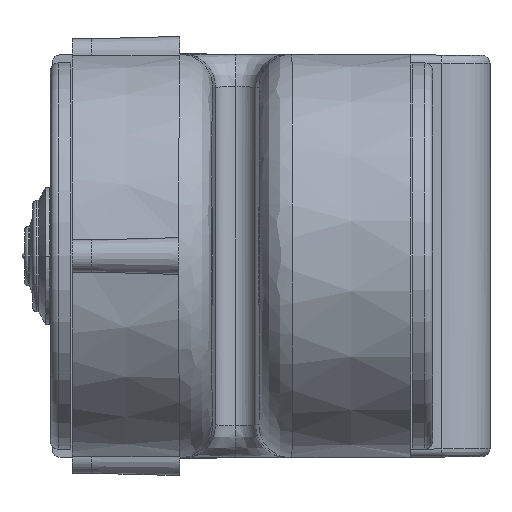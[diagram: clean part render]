
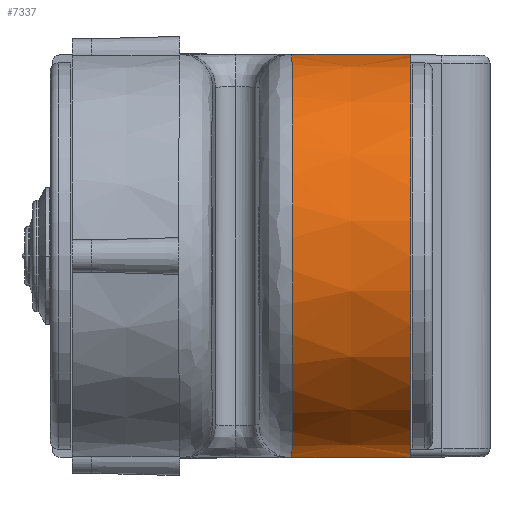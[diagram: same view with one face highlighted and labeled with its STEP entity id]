
A CAD part, left-side view. The second image highlights one B-rep face of the part: STEP entity #7337.
In plain terms, the highlighted conical face has half-angle 0.25 degrees and reference radius 12.497 mm.
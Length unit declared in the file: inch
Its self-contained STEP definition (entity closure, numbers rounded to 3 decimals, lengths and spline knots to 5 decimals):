
#100 = CARTESIAN_POINT ( 'NONE',  ( -3.59225, 0.48317, 0.21825 ) ) ;
#209 = CARTESIAN_POINT ( 'NONE',  ( -3.52118, 0.48343, 0.32601 ) ) ;
#379 = CARTESIAN_POINT ( 'NONE',  ( -3.23062, 0.48449, -0.48684 ) ) ;
#489 = CARTESIAN_POINT ( 'NONE',  ( -3.1659, 0.48473, -0.49327 ) ) ;
#881 = CARTESIAN_POINT ( 'NONE',  ( -3.63969, 0.483, -0.06456 ) ) ;
#930 = CARTESIAN_POINT ( 'NONE',  ( -3.14961, 0.48479, 0.49327 ) ) ;
#984 = CARTESIAN_POINT ( 'NONE',  ( -3.59929, 0.48315, -0.20335 ) ) ;
#1037 = CARTESIAN_POINT ( 'NONE',  ( -3.5687, 0.48326, 0.26065 ) ) ;
#1127 = CONICAL_SURFACE ( 'NONE', #3634, 0.492, 0.004 ) ;
#1149 = VERTEX_POINT ( 'NONE', #4260 ) ;
#1473 = CARTESIAN_POINT ( 'NONE',  ( -3.14961, 0.19386, 0.492 ) ) ;
#1764 = CARTESIAN_POINT ( 'NONE',  ( -3.54161, 0.48336, 0.30117 ) ) ;
#1786 = DIRECTION ( 'NONE',  ( 0., -1., 0.004 ) ) ;
#1815 = CARTESIAN_POINT ( 'NONE',  ( -3.26154, 0.48438, 0.48067 ) ) ;
#1872 = CARTESIAN_POINT ( 'NONE',  ( -3.41067, 0.48383, -0.41883 ) ) ;
#2113 = VERTEX_POINT ( 'NONE', #6922 ) ;
#2370 = EDGE_CURVE ( 'NONE', #1149, #2113, #7706, .T. ) ;
#2647 = CARTESIAN_POINT ( 'NONE',  ( -3.63023, 0.48303, 0.11213 ) ) ;
#2704 = CARTESIAN_POINT ( 'NONE',  ( -3.62713, 0.48304, -0.12774 ) ) ;
#2761 = CARTESIAN_POINT ( 'NONE',  ( -3.39686, 0.48389, -0.42713 ) ) ;
#3075 = ORIENTED_EDGE ( 'NONE', *, *, #3526, .T. ) ;
#3153 = VECTOR ( 'NONE', #4081, 39.37008 ) ;
#3401 = ORIENTED_EDGE ( 'NONE', *, *, #2370, .T. ) ;
#3420 = CARTESIAN_POINT ( 'NONE',  ( -3.43695, 0.48374, 0.40126 ) ) ;
#3505 = CIRCLE ( 'NONE', #8999, 0.492 ) ;
#3526 = EDGE_CURVE ( 'NONE', #6635, #1149, #4617, .T. ) ;
#3534 = CARTESIAN_POINT ( 'NONE',  ( -3.32358, 0.48415, 0.46185 ) ) ;
#3589 = CARTESIAN_POINT ( 'NONE',  ( -3.63971, 0.483, 0.06448 ) ) ;
#3634 = AXIS2_PLACEMENT_3D ( 'NONE', #5160, #8435, #4335 ) ;
#4061 = CARTESIAN_POINT ( 'NONE',  ( -3.14961, 0.19386, 0.492 ) ) ;
#4081 = DIRECTION ( 'NONE',  ( 0., -1., -0.004 ) ) ;
#4174 = CARTESIAN_POINT ( 'NONE',  ( -3.14961, 0.19386, -0.492 ) ) ;
#4260 = CARTESIAN_POINT ( 'NONE',  ( -3.14961, 0.48479, -0.49327 ) ) ;
#4318 = CARTESIAN_POINT ( 'NONE',  ( -3.47514, 0.4836, 0.37095 ) ) ;
#4335 = DIRECTION ( 'NONE',  ( 0., 0., 1. ) ) ;
#4373 = CARTESIAN_POINT ( 'NONE',  ( -3.59231, 0.48317, -0.21814 ) ) ;
#4427 = CARTESIAN_POINT ( 'NONE',  ( -3.60599, 0.48312, 0.18919 ) ) ;
#4475 = ORIENTED_EDGE ( 'NONE', *, *, #9017, .F. ) ;
#4482 = CARTESIAN_POINT ( 'NONE',  ( -3.30878, 0.48421, -0.468 ) ) ;
#4617 = B_SPLINE_CURVE_WITH_KNOTS ( 'NONE', 3,
 ( #930, #6861, #9307, #1815, #5089, #7794, #3534, #5308, #10233, #3420, #8629, #4318, #8686, #209, #1764, #1037, #7684, #100, #4427, #5195, #8473, #2647, #3589, #6025, #8576, #881, #2704, #10290, #984, #4373, #6808, #6964, #6912, #10341, #6081, #9468, #1872, #2761, #6136, #9522, #4482, #7855, #379, #4756, #8025, #489, #6244 ),
 .UNSPECIFIED., .F., .F.,
 ( 4, 2, 2, 2, 2, 2, 2, 2, 2, 1, 2, 2, 2, 2, 2, 2, 2, 2, 2, 2, 2, 2, 2, 4 ),
 ( 0., 0.00245, 0.00367, 0.0049, 0.00735, 0.00857, 0.0098, 0.01224, 0.01347, 0.01469, 0.01592, 0.01714, 0.01959, 0.02204, 0.02449, 0.02571, 0.02694, 0.02939, 0.03184, 0.03306, 0.03428, 0.03673, 0.03796, 0.03918 ),
 .UNSPECIFIED. ) ;
#4756 = CARTESIAN_POINT ( 'NONE',  ( -3.21453, 0.48455, -0.48925 ) ) ;
#4759 = VERTEX_POINT ( 'NONE', #4061 ) ;
#5089 = CARTESIAN_POINT ( 'NONE',  ( -3.27718, 0.48432, 0.47676 ) ) ;
#5160 = CARTESIAN_POINT ( 'NONE',  ( -3.14961, 0.19386, 0. ) ) ;
#5195 = CARTESIAN_POINT ( 'NONE',  ( -3.61685, 0.48308, 0.1589 ) ) ;
#5308 = CARTESIAN_POINT ( 'NONE',  ( -3.36834, 0.48399, 0.4433 ) ) ;
#5451 = DIRECTION ( 'NONE',  ( 0., 0., 1. ) ) ;
#6025 = CARTESIAN_POINT ( 'NONE',  ( -3.64285, 0.48299, 0.0325 ) ) ;
#6081 = CARTESIAN_POINT ( 'NONE',  ( -3.47561, 0.4836, -0.3716 ) ) ;
#6136 = CARTESIAN_POINT ( 'NONE',  ( -3.3683, 0.48399, -0.44244 ) ) ;
#6244 = CARTESIAN_POINT ( 'NONE',  ( -3.14961, 0.48479, -0.49327 ) ) ;
#6463 = EDGE_LOOP ( 'NONE', ( #4475, #3075, #3401, #8621 ) ) ;
#6635 = VERTEX_POINT ( 'NONE', #10292 ) ;
#6808 = CARTESIAN_POINT ( 'NONE',  ( -3.57707, 0.48323, -0.24667 ) ) ;
#6861 = CARTESIAN_POINT ( 'NONE',  ( -3.18219, 0.48467, 0.49327 ) ) ;
#6912 = CARTESIAN_POINT ( 'NONE',  ( -3.54205, 0.48335, -0.30056 ) ) ;
#6922 = CARTESIAN_POINT ( 'NONE',  ( -3.14961, 0.19386, -0.492 ) ) ;
#6964 = CARTESIAN_POINT ( 'NONE',  ( -3.5688, 0.48326, -0.26048 ) ) ;
#7108 = DIRECTION ( 'NONE',  ( 0., -1., 0. ) ) ;
#7185 = LINE ( 'NONE', #1473, #3153 ) ;
#7337 = ADVANCED_FACE ( 'NONE', ( #9425 ), #1127, .T. ) ;
#7684 = CARTESIAN_POINT ( 'NONE',  ( -3.57706, 0.48323, 0.24668 ) ) ;
#7706 = LINE ( 'NONE', #4174, #10531 ) ;
#7794 = CARTESIAN_POINT ( 'NONE',  ( -3.30819, 0.48421, 0.46736 ) ) ;
#7855 = CARTESIAN_POINT ( 'NONE',  ( -3.27805, 0.48432, -0.47734 ) ) ;
#8025 = CARTESIAN_POINT ( 'NONE',  ( -3.18214, 0.48467, -0.49247 ) ) ;
#8112 = CARTESIAN_POINT ( 'NONE',  ( -3.14961, 0.19386, 0. ) ) ;
#8435 = DIRECTION ( 'NONE',  ( 0., 1., 0. ) ) ;
#8473 = CARTESIAN_POINT ( 'NONE',  ( -3.62625, 0.48305, 0.12799 ) ) ;
#8576 = CARTESIAN_POINT ( 'NONE',  ( -3.64289, 0.48299, -0.03188 ) ) ;
#8621 = ORIENTED_EDGE ( 'NONE', *, *, #8774, .F. ) ;
#8629 = CARTESIAN_POINT ( 'NONE',  ( -3.45006, 0.48369, 0.39154 ) ) ;
#8686 = CARTESIAN_POINT ( 'NONE',  ( -3.48708, 0.48356, 0.36011 ) ) ;
#8774 = EDGE_CURVE ( 'NONE', #4759, #2113, #3505, .T. ) ;
#8999 = AXIS2_PLACEMENT_3D ( 'NONE', #8112, #7108, #5451 ) ;
#9017 = EDGE_CURVE ( 'NONE', #6635, #4759, #7185, .T. ) ;
#9307 = CARTESIAN_POINT ( 'NONE',  ( -3.21423, 0.48455, 0.49007 ) ) ;
#9425 = FACE_OUTER_BOUND ( 'NONE', #6463, .T. ) ;
#9468 = CARTESIAN_POINT ( 'NONE',  ( -3.45073, 0.48369, -0.39201 ) ) ;
#9522 = CARTESIAN_POINT ( 'NONE',  ( -3.35353, 0.48404, -0.44943 ) ) ;
#10233 = CARTESIAN_POINT ( 'NONE',  ( -3.39669, 0.48389, 0.42814 ) ) ;
#10290 = CARTESIAN_POINT ( 'NONE',  ( -3.61783, 0.48308, -0.1585 ) ) ;
#10292 = CARTESIAN_POINT ( 'NONE',  ( -3.14961, 0.48479, 0.49327 ) ) ;
#10341 = CARTESIAN_POINT ( 'NONE',  ( -3.5216, 0.48343, -0.32556 ) ) ;
#10531 = VECTOR ( 'NONE', #1786, 39.37008 ) ;
